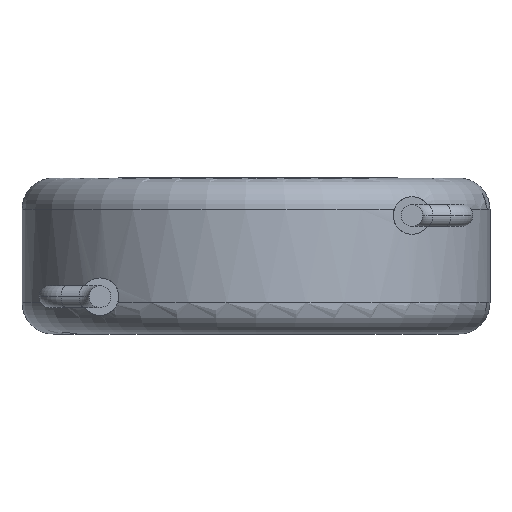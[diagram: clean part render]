
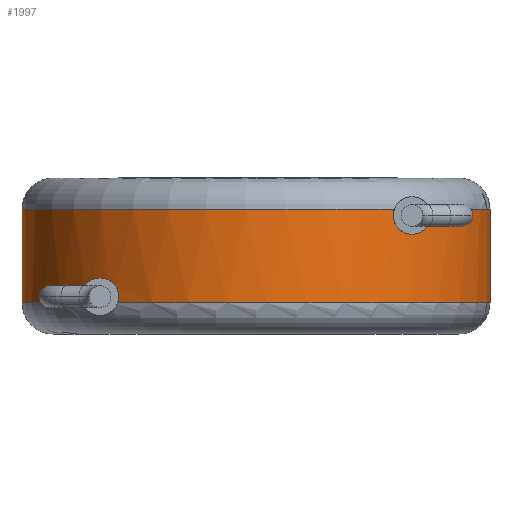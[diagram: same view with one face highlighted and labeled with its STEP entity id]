
A CAD part, front view. The second image highlights one B-rep face of the part: STEP entity #1997.
In plain terms, the highlighted cylindrical face has radius 7.5 mm (diameter 15 mm), a partial arc.
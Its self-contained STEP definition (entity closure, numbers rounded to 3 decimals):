
#16 = CARTESIAN_POINT ( 'NONE',  ( -5.566, -5.027, 1. ) ) ;
#59 = VERTEX_POINT ( 'NONE', #3331 ) ;
#63 = DIRECTION ( 'NONE',  ( -1., 0., 0. ) ) ;
#118 = EDGE_CURVE ( 'NONE', #863, #2973, #208, .T. ) ;
#147 = VECTOR ( 'NONE', #1855, 1000. ) ;
#184 = ORIENTED_EDGE ( 'NONE', *, *, #1900, .T. ) ;
#207 = CARTESIAN_POINT ( 'NONE',  ( -4.391, -6.081, 1.211 ) ) ;
#208 = CIRCLE ( 'NONE', #569, 7.5 ) ;
#257 = CARTESIAN_POINT ( 'NONE',  ( -4.839, -5.731, 1.784 ) ) ;
#268 = CARTESIAN_POINT ( 'NONE',  ( 4.399, -6.074, 3.901 ) ) ;
#332 = B_SPLINE_CURVE_WITH_KNOTS ( 'NONE', 3,
 ( #16, #1037, #3076, #1546, #2890, #1160, #2103, #2224, #1873, #3887, #3538, #2907 ),
 .UNSPECIFIED., .F., .F.,
 ( 4, 2, 2, 2, 2, 4 ),
 ( 0.003, 0.003, 0.003, 0.004, 0.004, 0.004 ),
 .UNSPECIFIED. ) ;
#342 = CARTESIAN_POINT ( 'NONE',  ( 5.391, -5.215, 3.335 ) ) ;
#345 = CARTESIAN_POINT ( 'NONE',  ( 0., 0., 1. ) ) ;
#391 = CARTESIAN_POINT ( 'NONE',  ( 5., -5.59, 3.2 ) ) ;
#407 = CARTESIAN_POINT ( 'NONE',  ( 5.512, -5.087, 3.474 ) ) ;
#433 = DIRECTION ( 'NONE',  ( 1., 0., 0. ) ) ;
#445 = VERTEX_POINT ( 'NONE', #1929 ) ;
#462 = ORIENTED_EDGE ( 'NONE', *, *, #1018, .T. ) ;
#548 = CARTESIAN_POINT ( 'NONE',  ( 4.434, -6.049, 4. ) ) ;
#569 = AXIS2_PLACEMENT_3D ( 'NONE', #2123, #3144, #433 ) ;
#707 = AXIS2_PLACEMENT_3D ( 'NONE', #345, #2972, #2045 ) ;
#723 = CARTESIAN_POINT ( 'NONE',  ( 5.598, -4.991, 3.726 ) ) ;
#758 = CARTESIAN_POINT ( 'NONE',  ( -7.5, 0., 4. ) ) ;
#760 = CARTESIAN_POINT ( 'NONE',  ( 7.5, 0., 5. ) ) ;
#792 = CARTESIAN_POINT ( 'NONE',  ( -5.566, -5.027, 1. ) ) ;
#846 = CIRCLE ( 'NONE', #707, 7.5 ) ;
#861 = CARTESIAN_POINT ( 'NONE',  ( 7.5, 0., 4. ) ) ;
#863 = VERTEX_POINT ( 'NONE', #548 ) ;
#945 = CARTESIAN_POINT ( 'NONE',  ( 4.391, -6.08, 3.788 ) ) ;
#951 = CARTESIAN_POINT ( 'NONE',  ( -4.399, -6.074, 1.099 ) ) ;
#956 = B_SPLINE_CURVE_WITH_KNOTS ( 'NONE', 3,
 ( #1986, #2981, #2634, #3619, #1949, #1237, #4340, #945, #268, #4040 ),
 .UNSPECIFIED., .F., .F.,
 ( 4, 2, 2, 2, 4 ),
 ( 0.002, 0.003, 0.003, 0.003, 0.004 ),
 .UNSPECIFIED. ) ;
#1018 = EDGE_CURVE ( 'NONE', #2591, #1931, #846, .T. ) ;
#1037 = CARTESIAN_POINT ( 'NONE',  ( -5.583, -5.008, 1.05 ) ) ;
#1051 = CARTESIAN_POINT ( 'NONE',  ( -4.434, -6.049, 1. ) ) ;
#1076 = AXIS2_PLACEMENT_3D ( 'NONE', #2411, #3100, #4409 ) ;
#1080 = CARTESIAN_POINT ( 'NONE',  ( 5.583, -5.008, 3.95 ) ) ;
#1160 = CARTESIAN_POINT ( 'NONE',  ( -5.563, -5.03, 1.435 ) ) ;
#1198 = VERTEX_POINT ( 'NONE', #1270 ) ;
#1237 = CARTESIAN_POINT ( 'NONE',  ( 4.481, -6.015, 3.484 ) ) ;
#1243 = EDGE_CURVE ( 'NONE', #2402, #4413, #3708, .T. ) ;
#1245 = CARTESIAN_POINT ( 'NONE',  ( -5., -5.59, 1.8 ) ) ;
#1270 = CARTESIAN_POINT ( 'NONE',  ( 5.566, -5.027, 4. ) ) ;
#1293 = DIRECTION ( 'NONE',  ( 0., 0., 1. ) ) ;
#1379 = CARTESIAN_POINT ( 'NONE',  ( 5.083, -5.516, 3.2 ) ) ;
#1401 = FACE_OUTER_BOUND ( 'NONE', #2836, .T. ) ;
#1438 = LINE ( 'NONE', #760, #147 ) ;
#1454 = EDGE_CURVE ( 'NONE', #4413, #59, #332, .T. ) ;
#1468 = VERTEX_POINT ( 'NONE', #861 ) ;
#1532 = DIRECTION ( 'NONE',  ( 0., 0., -1. ) ) ;
#1546 = CARTESIAN_POINT ( 'NONE',  ( -5.602, -4.986, 1.217 ) ) ;
#1645 = CARTESIAN_POINT ( 'NONE',  ( -4.681, -5.861, 1.715 ) ) ;
#1745 = ORIENTED_EDGE ( 'NONE', *, *, #1243, .T. ) ;
#1796 = CARTESIAN_POINT ( 'NONE',  ( -7.5, 0., 5. ) ) ;
#1800 = ORIENTED_EDGE ( 'NONE', *, *, #2686, .T. ) ;
#1855 = DIRECTION ( 'NONE',  ( 0., 0., -1. ) ) ;
#1856 = VECTOR ( 'NONE', #1532, 1000. ) ;
#1873 = CARTESIAN_POINT ( 'NONE',  ( -5.319, -5.289, 1.715 ) ) ;
#1900 = EDGE_CURVE ( 'NONE', #59, #2591, #4337, .T. ) ;
#1929 = CARTESIAN_POINT ( 'NONE',  ( 5., -5.59, 3.2 ) ) ;
#1931 = VERTEX_POINT ( 'NONE', #3715 ) ;
#1949 = CARTESIAN_POINT ( 'NONE',  ( 4.606, -5.92, 3.337 ) ) ;
#1986 = CARTESIAN_POINT ( 'NONE',  ( 5., -5.59, 3.2 ) ) ;
#1994 = CARTESIAN_POINT ( 'NONE',  ( -4.919, -5.662, 1.8 ) ) ;
#1997 = ADVANCED_FACE ( 'NONE', ( #1401 ), #3759, .T. ) ;
#2045 = DIRECTION ( 'NONE',  ( 1., 0., 0. ) ) ;
#2069 = AXIS2_PLACEMENT_3D ( 'NONE', #2357, #1293, #3726 ) ;
#2103 = CARTESIAN_POINT ( 'NONE',  ( -5.512, -5.087, 1.526 ) ) ;
#2105 = ORIENTED_EDGE ( 'NONE', *, *, #2401, .F. ) ;
#2123 = CARTESIAN_POINT ( 'NONE',  ( 0., 0., 4. ) ) ;
#2133 = EDGE_CURVE ( 'NONE', #2973, #2402, #2213, .T. ) ;
#2213 = LINE ( 'NONE', #1796, #1856 ) ;
#2224 = CARTESIAN_POINT ( 'NONE',  ( -5.391, -5.215, 1.665 ) ) ;
#2304 = EDGE_CURVE ( 'NONE', #1468, #1198, #3204, .T. ) ;
#2357 = CARTESIAN_POINT ( 'NONE',  ( 0., 0., 1. ) ) ;
#2372 = CARTESIAN_POINT ( 'NONE',  ( 0., 0., 5. ) ) ;
#2401 = EDGE_CURVE ( 'NONE', #1468, #1931, #1438, .T. ) ;
#2402 = VERTEX_POINT ( 'NONE', #2815 ) ;
#2411 = CARTESIAN_POINT ( 'NONE',  ( 0., 0., 4. ) ) ;
#2414 = CARTESIAN_POINT ( 'NONE',  ( 5.318, -5.289, 3.285 ) ) ;
#2591 = VERTEX_POINT ( 'NONE', #1051 ) ;
#2598 = CARTESIAN_POINT ( 'NONE',  ( -4.481, -6.015, 1.515 ) ) ;
#2634 = CARTESIAN_POINT ( 'NONE',  ( 4.838, -5.732, 3.216 ) ) ;
#2645 = CARTESIAN_POINT ( 'NONE',  ( -4.434, -6.049, 1. ) ) ;
#2651 = ORIENTED_EDGE ( 'NONE', *, *, #1454, .T. ) ;
#2686 = EDGE_CURVE ( 'NONE', #1198, #445, #2865, .T. ) ;
#2769 = CARTESIAN_POINT ( 'NONE',  ( 5.166, -5.438, 3.217 ) ) ;
#2799 = CARTESIAN_POINT ( 'NONE',  ( 5.563, -5.031, 3.565 ) ) ;
#2815 = CARTESIAN_POINT ( 'NONE',  ( -7.5, 0., 1. ) ) ;
#2836 = EDGE_LOOP ( 'NONE', ( #2105, #2952, #1800, #4277, #2918, #3239, #1745, #2651, #184, #462 ) ) ;
#2865 = B_SPLINE_CURVE_WITH_KNOTS ( 'NONE', 3,
 ( #4437, #1080, #3396, #3417, #723, #2799, #407, #342, #2414, #2769, #1379, #391 ),
 .UNSPECIFIED., .F., .F.,
 ( 4, 2, 2, 2, 2, 4 ),
 ( 0.001, 0.001, 0.001, 0.002, 0.002, 0.002 ),
 .UNSPECIFIED. ) ;
#2868 = EDGE_CURVE ( 'NONE', #445, #863, #956, .T. ) ;
#2890 = CARTESIAN_POINT ( 'NONE',  ( -5.598, -4.991, 1.274 ) ) ;
#2907 = CARTESIAN_POINT ( 'NONE',  ( -5., -5.59, 1.8 ) ) ;
#2918 = ORIENTED_EDGE ( 'NONE', *, *, #118, .T. ) ;
#2952 = ORIENTED_EDGE ( 'NONE', *, *, #2304, .T. ) ;
#2972 = DIRECTION ( 'NONE',  ( 0., 0., 1. ) ) ;
#2973 = VERTEX_POINT ( 'NONE', #758 ) ;
#2981 = CARTESIAN_POINT ( 'NONE',  ( 4.921, -5.661, 3.2 ) ) ;
#3076 = CARTESIAN_POINT ( 'NONE',  ( -5.595, -4.995, 1.105 ) ) ;
#3082 = DIRECTION ( 'NONE',  ( 0., 0., -1. ) ) ;
#3100 = DIRECTION ( 'NONE',  ( 0., 0., -1. ) ) ;
#3144 = DIRECTION ( 'NONE',  ( 0., 0., -1. ) ) ;
#3204 = CIRCLE ( 'NONE', #1076, 7.5 ) ;
#3239 = ORIENTED_EDGE ( 'NONE', *, *, #2133, .T. ) ;
#3268 = CARTESIAN_POINT ( 'NONE',  ( -4.605, -5.92, 1.662 ) ) ;
#3331 = CARTESIAN_POINT ( 'NONE',  ( -5., -5.59, 1.8 ) ) ;
#3396 = CARTESIAN_POINT ( 'NONE',  ( 5.595, -4.995, 3.895 ) ) ;
#3417 = CARTESIAN_POINT ( 'NONE',  ( 5.602, -4.986, 3.783 ) ) ;
#3538 = CARTESIAN_POINT ( 'NONE',  ( -5.084, -5.515, 1.8 ) ) ;
#3619 = CARTESIAN_POINT ( 'NONE',  ( 4.682, -5.86, 3.284 ) ) ;
#3708 = CIRCLE ( 'NONE', #2069, 7.5 ) ;
#3715 = CARTESIAN_POINT ( 'NONE',  ( 7.5, 0., 1. ) ) ;
#3726 = DIRECTION ( 'NONE',  ( 1., 0., 0. ) ) ;
#3759 = CYLINDRICAL_SURFACE ( 'NONE', #4137, 7.5 ) ;
#3887 = CARTESIAN_POINT ( 'NONE',  ( -5.166, -5.438, 1.782 ) ) ;
#4040 = CARTESIAN_POINT ( 'NONE',  ( 4.434, -6.049, 4. ) ) ;
#4049 = CARTESIAN_POINT ( 'NONE',  ( -4.432, -6.05, 1.422 ) ) ;
#4137 = AXIS2_PLACEMENT_3D ( 'NONE', #2372, #3082, #63 ) ;
#4277 = ORIENTED_EDGE ( 'NONE', *, *, #2868, .T. ) ;
#4337 = B_SPLINE_CURVE_WITH_KNOTS ( 'NONE', 3,
 ( #1245, #1994, #257, #1645, #3268, #2598, #4049, #207, #951, #2645 ),
 .UNSPECIFIED., .F., .F.,
 ( 4, 2, 2, 2, 4 ),
 ( 0., 0., 0.001, 0.001, 0.001 ),
 .UNSPECIFIED. ) ;
#4340 = CARTESIAN_POINT ( 'NONE',  ( 4.432, -6.051, 3.58 ) ) ;
#4409 = DIRECTION ( 'NONE',  ( 1., 0., 0. ) ) ;
#4413 = VERTEX_POINT ( 'NONE', #792 ) ;
#4437 = CARTESIAN_POINT ( 'NONE',  ( 5.566, -5.027, 4. ) ) ;
